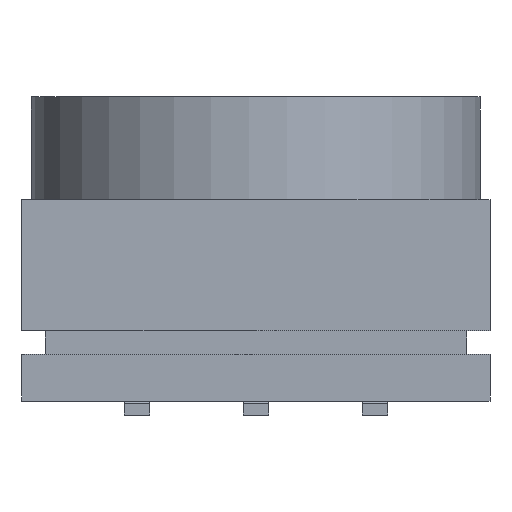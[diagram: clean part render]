
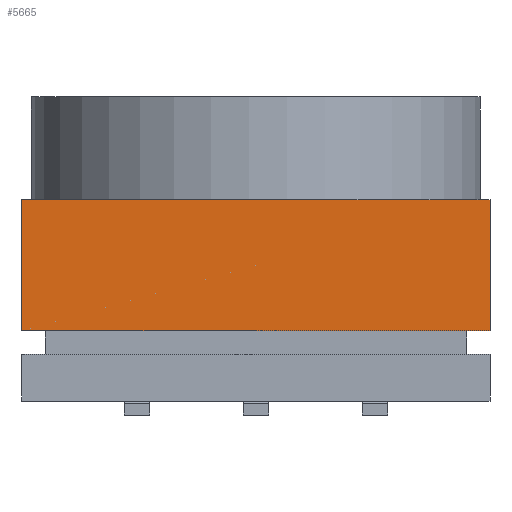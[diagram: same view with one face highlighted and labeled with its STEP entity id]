
A CAD part, left-side view. The second image highlights one B-rep face of the part: STEP entity #5665.
In plain terms, the highlighted planar face has unit normal (-1, 0, 0).
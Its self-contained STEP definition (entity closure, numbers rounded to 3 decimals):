
#541=ORIENTED_EDGE('',*,*,#1746,.F.);
#542=ORIENTED_EDGE('',*,*,#1747,.T.);
#543=ORIENTED_EDGE('',*,*,#1748,.T.);
#544=ORIENTED_EDGE('',*,*,#1749,.F.);
#1746=EDGE_CURVE('',#2348,#2349,#2641,.T.);
#1747=EDGE_CURVE('',#2348,#2350,#2642,.T.);
#1748=EDGE_CURVE('',#2350,#2351,#2643,.T.);
#1749=EDGE_CURVE('',#2349,#2351,#2644,.T.);
#2348=VERTEX_POINT('',#7731);
#2349=VERTEX_POINT('',#7732);
#2350=VERTEX_POINT('',#7734);
#2351=VERTEX_POINT('',#7736);
#2641=LINE('',#7730,#2952);
#2642=LINE('',#7733,#2953);
#2643=LINE('',#7735,#2954);
#2644=LINE('',#7737,#2955);
#2952=VECTOR('',#6215,1000.);
#2953=VECTOR('',#6216,1000.);
#2954=VECTOR('',#6217,1000.);
#2955=VECTOR('',#6218,1000.);
#3239=EDGE_LOOP('',(#541,#542,#543,#544));
#3524=FACE_BOUND('',#3239,.T.);
#3786=PLANE('',#5916);
#5665=ADVANCED_FACE('',(#3524),#3786,.F.);
#5916=AXIS2_PLACEMENT_3D('',#7729,#6213,#6214);
#6213=DIRECTION('',(1.,0.,0.));
#6214=DIRECTION('',(0.,0.,-1.));
#6215=DIRECTION('',(0.,-1.,0.));
#6216=DIRECTION('',(0.,0.,-1.));
#6217=DIRECTION('',(0.,-1.,0.));
#6218=DIRECTION('',(0.,0.,-1.));
#7729=CARTESIAN_POINT('',(-5.,5.,5.));
#7730=CARTESIAN_POINT('',(-5.,5.,2.8));
#7731=CARTESIAN_POINT('',(-5.,5.,2.8));
#7732=CARTESIAN_POINT('',(-5.,-5.,2.8));
#7733=CARTESIAN_POINT('',(-5.,5.,5.));
#7734=CARTESIAN_POINT('',(-5.,5.,0.));
#7735=CARTESIAN_POINT('',(-5.,5.,0.));
#7736=CARTESIAN_POINT('',(-5.,-5.,0.));
#7737=CARTESIAN_POINT('',(-5.,-5.,5.));
